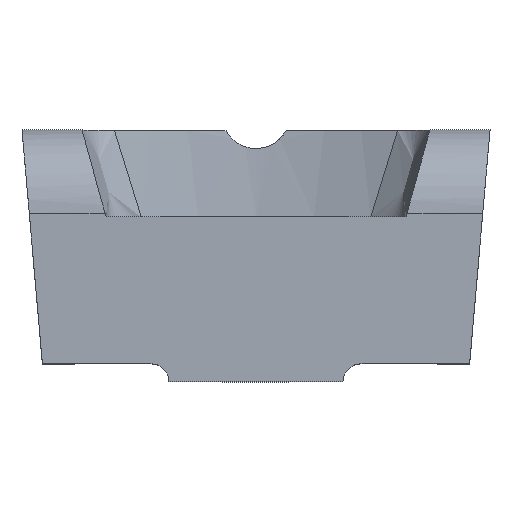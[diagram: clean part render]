
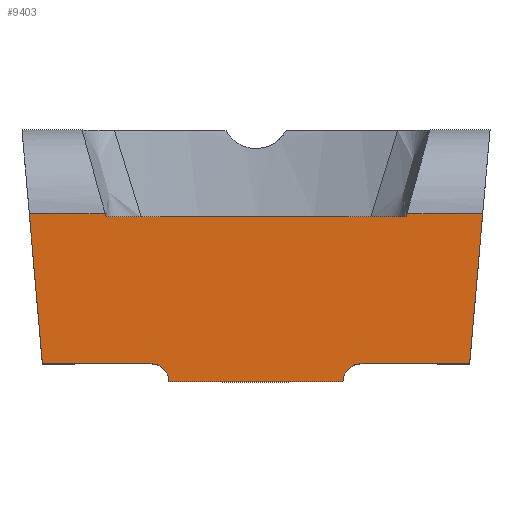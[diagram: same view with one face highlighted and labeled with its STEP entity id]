
A CAD part, top view. The second image highlights one B-rep face of the part: STEP entity #9403.
In plain terms, the highlighted planar face has unit normal (0, 0, 1).
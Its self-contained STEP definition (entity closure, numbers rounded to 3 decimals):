
#102 = EDGE_CURVE ( 'NONE', #104, #8771, #1346, .T. ) ;
#104 = VERTEX_POINT ( 'NONE', #1341 ) ;
#110 = EDGE_CURVE ( 'NONE', #7471, #115, #1382, .T. ) ;
#115 = VERTEX_POINT ( 'NONE', #1375 ) ;
#170 = EDGE_CURVE ( 'NONE', #115, #199, #1465, .T. ) ;
#180 = EDGE_CURVE ( 'NONE', #207, #104, #1499, .T. ) ;
#199 = VERTEX_POINT ( 'NONE', #1532 ) ;
#207 = VERTEX_POINT ( 'NONE', #1522 ) ;
#307 = VERTEX_POINT ( 'NONE', #1680 ) ;
#360 = EDGE_CURVE ( 'NONE', #207, #307, #1758, .T. ) ;
#1341 = CARTESIAN_POINT ( 'NONE',  ( 8.75, 0., 16. ) ) ;
#1342 = DIRECTION ( 'NONE',  ( 0., 1., 0. ) ) ;
#1343 = DIRECTION ( 'NONE',  ( 0., 0., 1. ) ) ;
#1344 = CARTESIAN_POINT ( 'NONE',  ( 8.75, -1.5, 16. ) ) ;
#1345 = AXIS2_PLACEMENT_3D ( 'NONE', #1344, #1343, #1342 ) ;
#1346 = CIRCLE ( 'NONE', #1345, 1.5 ) ;
#1375 = CARTESIAN_POINT ( 'NONE',  ( -8.75, 0., 16. ) ) ;
#1378 = DIRECTION ( 'NONE',  ( 0., 1., 0. ) ) ;
#1379 = DIRECTION ( 'NONE',  ( 0., 0., 1. ) ) ;
#1380 = CARTESIAN_POINT ( 'NONE',  ( -8.75, -1.5, 16. ) ) ;
#1381 = AXIS2_PLACEMENT_3D ( 'NONE', #1380, #1379, #1378 ) ;
#1382 = CIRCLE ( 'NONE', #1381, 1.5 ) ;
#1462 = DIRECTION ( 'NONE',  ( -1., 0., 0. ) ) ;
#1463 = VECTOR ( 'NONE', #1462, 1000. ) ;
#1464 = CARTESIAN_POINT ( 'NONE',  ( 19.5, 0., 16. ) ) ;
#1465 = LINE ( 'NONE', #1464, #1463 ) ;
#1496 = DIRECTION ( 'NONE',  ( -1., 0., 0. ) ) ;
#1497 = VECTOR ( 'NONE', #1496, 1000. ) ;
#1498 = CARTESIAN_POINT ( 'NONE',  ( 19.5, 0., 16. ) ) ;
#1499 = LINE ( 'NONE', #1498, #1497 ) ;
#1522 = CARTESIAN_POINT ( 'NONE',  ( 17.8, 0., 16. ) ) ;
#1532 = CARTESIAN_POINT ( 'NONE',  ( -17.8, 0., 16. ) ) ;
#1680 = CARTESIAN_POINT ( 'NONE',  ( 18.89, 12.5, 16. ) ) ;
#1755 = DIRECTION ( 'NONE',  ( 0.087, 0.996, 0. ) ) ;
#1756 = VECTOR ( 'NONE', #1755, 1000. ) ;
#1757 = CARTESIAN_POINT ( 'NONE',  ( 19.5, 19.5, 16. ) ) ;
#1758 = LINE ( 'NONE', #1757, #1756 ) ;
#4317 = CARTESIAN_POINT ( 'NONE',  ( -7.25, -1.5, 16. ) ) ;
#4783 = CARTESIAN_POINT ( 'NONE',  ( 7.25, -1.5, 16. ) ) ;
#5783 = CARTESIAN_POINT ( 'NONE',  ( -18.89, 12.5, 16. ) ) ;
#5786 = DIRECTION ( 'NONE',  ( 0.087, -0.996, 0. ) ) ;
#5787 = VECTOR ( 'NONE', #5786, 1000. ) ;
#5788 = CARTESIAN_POINT ( 'NONE',  ( -19.5, 19.5, 16. ) ) ;
#5792 = LINE ( 'NONE', #5788, #5787 ) ;
#5904 = CARTESIAN_POINT ( 'NONE',  ( -12.569, 12.5, 16. ) ) ;
#5956 = CARTESIAN_POINT ( 'NONE',  ( 12.569, 12.5, 16. ) ) ;
#5994 = LINE ( 'NONE', #6028, #6027 ) ;
#6026 = DIRECTION ( 'NONE',  ( -0.266, -0.964, 0. ) ) ;
#6027 = VECTOR ( 'NONE', #6026, 1000. ) ;
#6028 = CARTESIAN_POINT ( 'NONE',  ( 14.5, 19.5, 16. ) ) ;
#6083 = DIRECTION ( 'NONE',  ( -0.266, 0.964, 0. ) ) ;
#6084 = VECTOR ( 'NONE', #6083, 1000. ) ;
#6085 = CARTESIAN_POINT ( 'NONE',  ( -14.5, 19.5, 16. ) ) ;
#6086 = LINE ( 'NONE', #6085, #6084 ) ;
#6109 = DIRECTION ( 'NONE',  ( -1., 0., 0. ) ) ;
#6110 = VECTOR ( 'NONE', #6109, 1000. ) ;
#6111 = CARTESIAN_POINT ( 'NONE',  ( 14.5, 12.5, 16. ) ) ;
#6112 = LINE ( 'NONE', #6111, #6110 ) ;
#6113 = DIRECTION ( 'NONE',  ( -1., 0., 0. ) ) ;
#6114 = VECTOR ( 'NONE', #6113, 1000. ) ;
#6115 = CARTESIAN_POINT ( 'NONE',  ( -19.5, 12.5, 16. ) ) ;
#6116 = DIRECTION ( 'NONE',  ( 0., 1., 0. ) ) ;
#6117 = DIRECTION ( 'NONE',  ( 0., 0., -1. ) ) ;
#6118 = CARTESIAN_POINT ( 'NONE',  ( 19.5, 12.25, 16. ) ) ;
#6119 = LINE ( 'NONE', #6115, #6114 ) ;
#6120 = AXIS2_PLACEMENT_3D ( 'NONE', #6118, #6117, #6116 ) ;
#6121 = FACE_OUTER_BOUND ( 'NONE', #9399, .T. ) ;
#6125 = PLANE ( 'NONE',  #6120 ) ;
#6156 = DIRECTION ( 'NONE',  ( -1., 0., 0. ) ) ;
#6157 = VECTOR ( 'NONE', #6156, 1000. ) ;
#6158 = CARTESIAN_POINT ( 'NONE',  ( 7.25, -1.5, 16. ) ) ;
#6159 = LINE ( 'NONE', #6158, #6157 ) ;
#7471 = VERTEX_POINT ( 'NONE', #4317 ) ;
#8674 = CARTESIAN_POINT ( 'NONE',  ( 12.5, 12.25, 16. ) ) ;
#8695 = DIRECTION ( 'NONE',  ( -1., 0., 0. ) ) ;
#8696 = VECTOR ( 'NONE', #8695, 1000. ) ;
#8697 = CARTESIAN_POINT ( 'NONE',  ( 19.5, 12.25, 16. ) ) ;
#8698 = LINE ( 'NONE', #8697, #8696 ) ;
#8716 = CARTESIAN_POINT ( 'NONE',  ( -12.5, 12.25, 16. ) ) ;
#8771 = VERTEX_POINT ( 'NONE', #4783 ) ;
#9186 = ORIENTED_EDGE ( 'NONE', *, *, #9319, .T. ) ;
#9191 = ORIENTED_EDGE ( 'NONE', *, *, #170, .F. ) ;
#9319 = EDGE_CURVE ( 'NONE', #9325, #199, #5792, .T. ) ;
#9325 = VERTEX_POINT ( 'NONE', #5783 ) ;
#9357 = VERTEX_POINT ( 'NONE', #5904 ) ;
#9364 = VERTEX_POINT ( 'NONE', #5956 ) ;
#9380 = EDGE_CURVE ( 'NONE', #9364, #10251, #5994, .T. ) ;
#9394 = EDGE_CURVE ( 'NONE', #10263, #9357, #6086, .T. ) ;
#9399 = EDGE_LOOP ( 'NONE', ( #9402, #9401, #9404, #9186, #9191, #9422, #9424, #9406, #9408, #9409, #9410, #9411 ) ) ;
#9401 = ORIENTED_EDGE ( 'NONE', *, *, #9394, .T. ) ;
#9402 = ORIENTED_EDGE ( 'NONE', *, *, #10265, .T. ) ;
#9403 = ADVANCED_FACE ( 'NONE', ( #6121 ), #6125, .F. ) ;
#9404 = ORIENTED_EDGE ( 'NONE', *, *, #9405, .T. ) ;
#9405 = EDGE_CURVE ( 'NONE', #9357, #9325, #6119, .T. ) ;
#9406 = ORIENTED_EDGE ( 'NONE', *, *, #102, .F. ) ;
#9407 = EDGE_CURVE ( 'NONE', #307, #9364, #6112, .T. ) ;
#9408 = ORIENTED_EDGE ( 'NONE', *, *, #180, .F. ) ;
#9409 = ORIENTED_EDGE ( 'NONE', *, *, #360, .T. ) ;
#9410 = ORIENTED_EDGE ( 'NONE', *, *, #9407, .T. ) ;
#9411 = ORIENTED_EDGE ( 'NONE', *, *, #9380, .T. ) ;
#9422 = ORIENTED_EDGE ( 'NONE', *, *, #110, .F. ) ;
#9423 = EDGE_CURVE ( 'NONE', #8771, #7471, #6159, .T. ) ;
#9424 = ORIENTED_EDGE ( 'NONE', *, *, #9423, .F. ) ;
#10251 = VERTEX_POINT ( 'NONE', #8674 ) ;
#10263 = VERTEX_POINT ( 'NONE', #8716 ) ;
#10265 = EDGE_CURVE ( 'NONE', #10251, #10263, #8698, .T. ) ;
